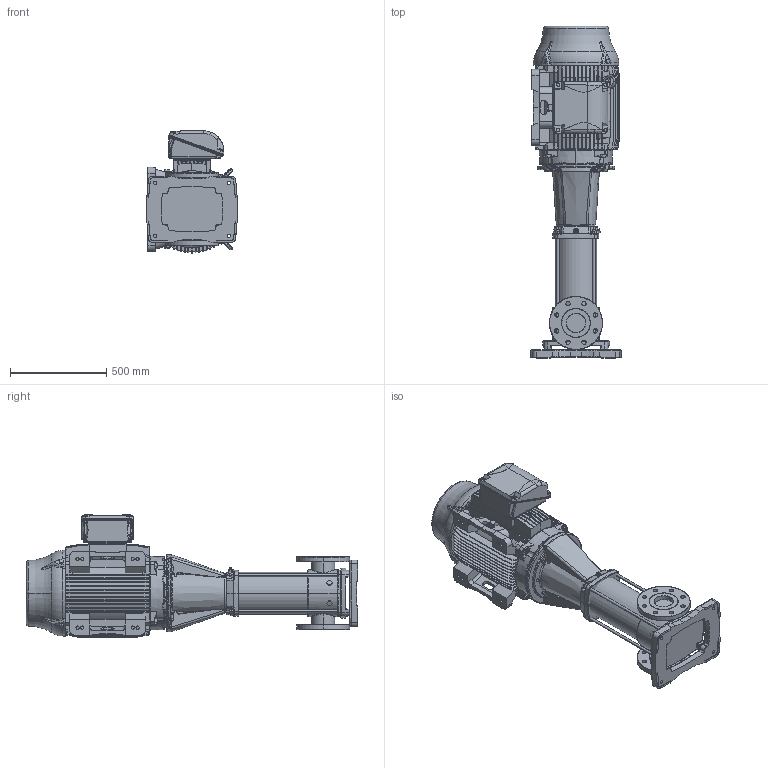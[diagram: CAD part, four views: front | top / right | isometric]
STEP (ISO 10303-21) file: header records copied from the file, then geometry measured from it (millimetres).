
FILE_DESCRIPTION (( 'STEP AP203' ), '1' );
FILE_NAME ('3303170 - MVI-750-2-60 HP-364TSC-304-E-230_460~3.step', '2022-03-30T20:23:39', ( '' ), ( '' ), 'SwSTEP 2.0', 'SolidWorks 2021', '' );
FILE_SCHEMA (( 'CONFIG_CONTROL_DESIGN' ));
Length unit declared in the file: inch
Products named in the file (5): SBI(N)150-2; 2704074 - NEMA V2 60HP 364_5TSC 230_460~3 TEFC; TEFC MOTOR_2704074 - NEMA V2 60HP 364_5TSC 230_460~3 TEFC; 3303170 - MVI-750-2-60 HP-364TSC-304-E-230_460~3; MVI PEO - [304-EPDM]_3304170 - MVI-750-2-60 HP-364TSC-304-E-S
Assembly tree (4 placements, depth 3):
  3303170 - MVI-750-2-60 HP-364TSC-304-E-230_460~3
    MVI PEO - [304-EPDM]_3304170 - MVI-750-2-60 HP-364TSC-304-E-S
      SBI(N)150-2
    TEFC MOTOR_2704074 - NEMA V2 60HP 364_5TSC 230_460~3 TEFC
      2704074 - NEMA V2 60HP 364_5TSC 230_460~3 TEFC
Bounding box: 471.31 x 1720.81 x 633.81 mm (x, y, z)
Volume: 156131461 mm3; surface area: 5382631.6 mm2
Topology: 8 solids, 39 shells, 4244 faces, 11037 edges, 6880 vertices
Faces by surface type: plane 1429, bspline 982, cylinder 870, cone 791, torus 138, sphere 34
Entity records: 206229 total; most frequent: CARTESIAN_POINT 111144, ORIENTED_EDGE 21794, DIRECTION 17064, EDGE_CURVE 10897, VERTEX_POINT 6877, AXIS2_PLACEMENT_3D 6467, EDGE_LOOP 4520, ADVANCED_FACE 4244
